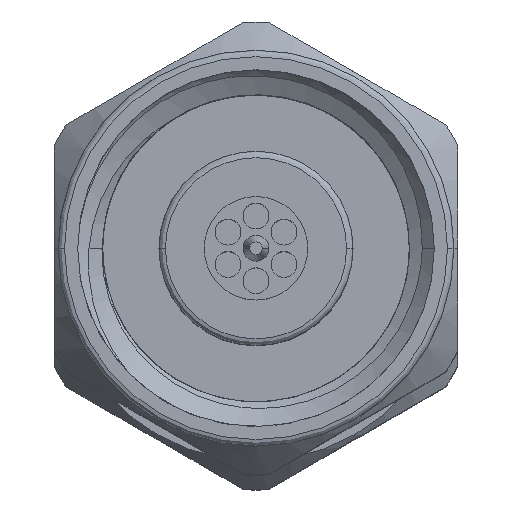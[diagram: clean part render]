
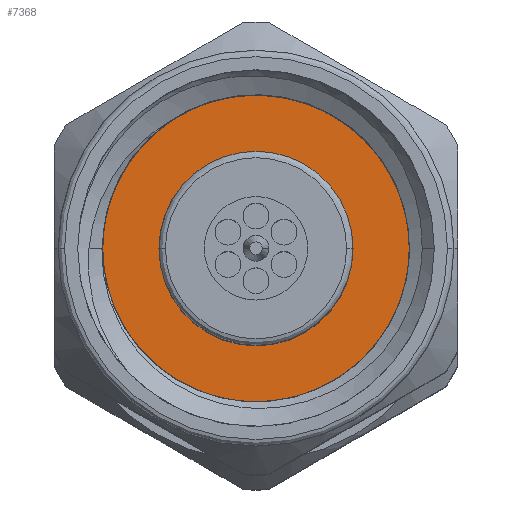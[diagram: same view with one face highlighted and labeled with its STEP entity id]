
A CAD part, top view. The second image highlights one B-rep face of the part: STEP entity #7368.
In plain terms, the highlighted face is planar.
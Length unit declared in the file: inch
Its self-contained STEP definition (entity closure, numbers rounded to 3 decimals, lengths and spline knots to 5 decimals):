
#633 = DIRECTION ( 'NONE',  ( 0., 0., 1. ) ) ;
#1843 = EDGE_CURVE ( 'NONE', #9550, #6252, #8195, .T. ) ;
#3114 = EDGE_CURVE ( 'NONE', #6252, #9550, #3479, .T. ) ;
#3398 = CARTESIAN_POINT ( 'NONE',  ( 0.3, 0., 0. ) ) ;
#3479 = CIRCLE ( 'NONE', #5814, 0.1378 ) ;
#3871 = EDGE_LOOP ( 'NONE', ( #6349, #6536 ) ) ;
#3873 = AXIS2_PLACEMENT_3D ( 'NONE', #10230, #7784, #633 ) ;
#4189 = FACE_OUTER_BOUND ( 'NONE', #3871, .T. ) ;
#5596 = PLANE ( 'NONE',  #10181 ) ;
#5739 = CARTESIAN_POINT ( 'NONE',  ( 0.3, 0., -0.1378 ) ) ;
#5752 = CARTESIAN_POINT ( 'NONE',  ( 0.3, 0., 0. ) ) ;
#5814 = AXIS2_PLACEMENT_3D ( 'NONE', #3398, #5852, #9862 ) ;
#5852 = DIRECTION ( 'NONE',  ( -1., 0., 0. ) ) ;
#6252 = VERTEX_POINT ( 'NONE', #5739 ) ;
#6349 = ORIENTED_EDGE ( 'NONE', *, *, #1843, .T. ) ;
#6536 = ORIENTED_EDGE ( 'NONE', *, *, #3114, .T. ) ;
#7175 = DIRECTION ( 'NONE',  ( -1., 0., 0. ) ) ;
#7368 = ADVANCED_FACE ( 'NONE', ( #4189 ), #5596, .T. ) ;
#7545 = CARTESIAN_POINT ( 'NONE',  ( 0.3, 0., 0.1378 ) ) ;
#7784 = DIRECTION ( 'NONE',  ( -1., 0., 0. ) ) ;
#8195 = CIRCLE ( 'NONE', #3873, 0.1378 ) ;
#8926 = DIRECTION ( 'NONE',  ( 0., 0., 1. ) ) ;
#9550 = VERTEX_POINT ( 'NONE', #7545 ) ;
#9862 = DIRECTION ( 'NONE',  ( 0., 0., 1. ) ) ;
#10181 = AXIS2_PLACEMENT_3D ( 'NONE', #5752, #7175, #8926 ) ;
#10230 = CARTESIAN_POINT ( 'NONE',  ( 0.3, 0., 0. ) ) ;
